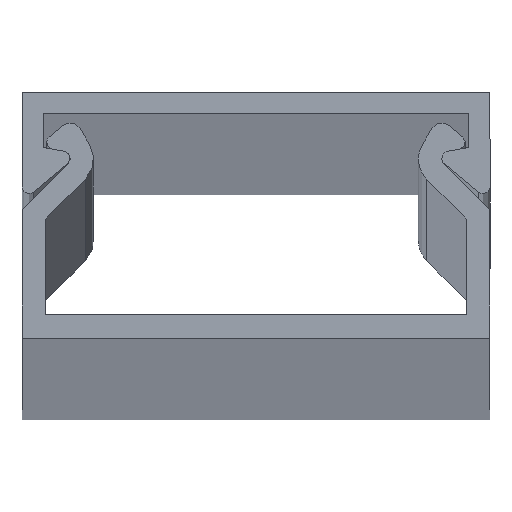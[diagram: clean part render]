
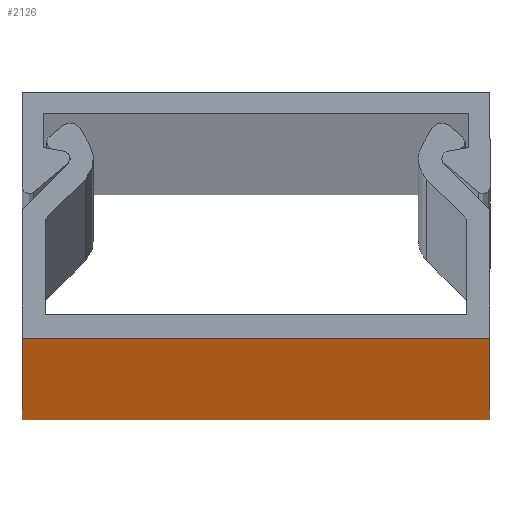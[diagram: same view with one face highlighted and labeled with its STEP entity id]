
A CAD part, top view. The second image highlights one B-rep face of the part: STEP entity #2126.
In plain terms, the highlighted planar face has unit normal (0, -1, 0).
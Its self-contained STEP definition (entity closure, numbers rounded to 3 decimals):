
#75 = VECTOR ( 'NONE', #540, 1000. ) ;
#78 = LINE ( 'NONE', #1703, #75 ) ;
#113 = CARTESIAN_POINT ( 'NONE',  ( -10., 0., 0. ) ) ;
#312 = LINE ( 'NONE', #1815, #317 ) ;
#317 = VECTOR ( 'NONE', #1153, 1000. ) ;
#370 = CARTESIAN_POINT ( 'NONE',  ( -10., 0., 2000. ) ) ;
#376 = DIRECTION ( 'NONE',  ( 0., 0., 1. ) ) ;
#527 = FACE_OUTER_BOUND ( 'NONE', #840, .T. ) ;
#540 = DIRECTION ( 'NONE',  ( -1., 0., 0. ) ) ;
#642 = CARTESIAN_POINT ( 'NONE',  ( 0., 0., 2000. ) ) ;
#659 = AXIS2_PLACEMENT_3D ( 'NONE', #964, #937, #926 ) ;
#840 = EDGE_LOOP ( 'NONE', ( #1988, #2243, #2044, #1554 ) ) ;
#926 = DIRECTION ( 'NONE',  ( -1., 0., 0. ) ) ;
#937 = DIRECTION ( 'NONE',  ( 0., 1., 0. ) ) ;
#944 = VERTEX_POINT ( 'NONE', #113 ) ;
#957 = DIRECTION ( 'NONE',  ( 1., 0., 0. ) ) ;
#964 = CARTESIAN_POINT ( 'NONE',  ( 0., 0., 2000. ) ) ;
#1027 = CARTESIAN_POINT ( 'NONE',  ( 10., 0., 0. ) ) ;
#1061 = PLANE ( 'NONE',  #659 ) ;
#1064 = EDGE_CURVE ( 'NONE', #1862, #1474, #312, .T. ) ;
#1118 = CARTESIAN_POINT ( 'NONE',  ( -10., 0., 2000. ) ) ;
#1153 = DIRECTION ( 'NONE',  ( 0., 0., -1. ) ) ;
#1414 = EDGE_CURVE ( 'NONE', #1474, #944, #78, .T. ) ;
#1474 = VERTEX_POINT ( 'NONE', #1027 ) ;
#1552 = VECTOR ( 'NONE', #376, 1000. ) ;
#1554 = ORIENTED_EDGE ( 'NONE', *, *, #1414, .F. ) ;
#1620 = LINE ( 'NONE', #370, #1552 ) ;
#1629 = EDGE_CURVE ( 'NONE', #944, #2113, #1620, .T. ) ;
#1662 = VECTOR ( 'NONE', #957, 1000. ) ;
#1703 = CARTESIAN_POINT ( 'NONE',  ( 0., 0., 0. ) ) ;
#1708 = EDGE_CURVE ( 'NONE', #2113, #1862, #2271, .T. ) ;
#1810 = CARTESIAN_POINT ( 'NONE',  ( 10., 0., 2000. ) ) ;
#1815 = CARTESIAN_POINT ( 'NONE',  ( 10., 0., 2000. ) ) ;
#1862 = VERTEX_POINT ( 'NONE', #1810 ) ;
#1988 = ORIENTED_EDGE ( 'NONE', *, *, #1064, .F. ) ;
#2044 = ORIENTED_EDGE ( 'NONE', *, *, #1629, .F. ) ;
#2113 = VERTEX_POINT ( 'NONE', #1118 ) ;
#2126 = ADVANCED_FACE ( 'NONE', ( #527 ), #1061, .F. ) ;
#2243 = ORIENTED_EDGE ( 'NONE', *, *, #1708, .F. ) ;
#2271 = LINE ( 'NONE', #642, #1662 ) ;
